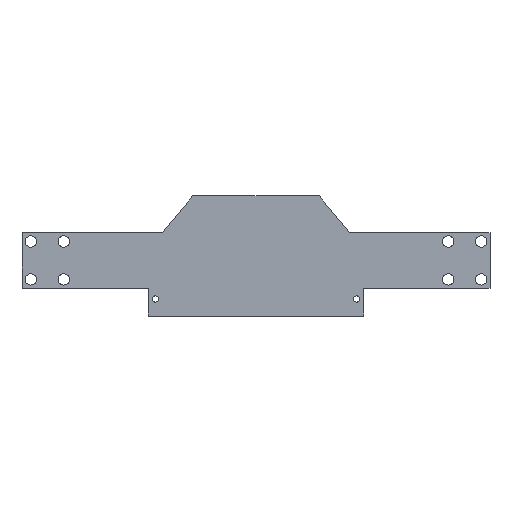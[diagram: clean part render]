
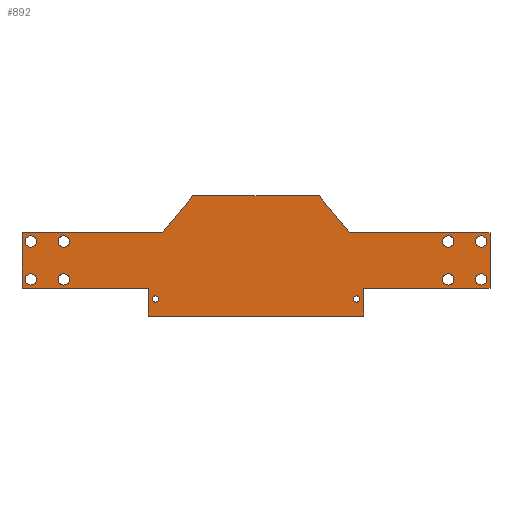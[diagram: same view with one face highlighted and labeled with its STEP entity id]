
A CAD part, top view. The second image highlights one B-rep face of the part: STEP entity #892.
In plain terms, the highlighted planar face has unit normal (0, 0, 1).
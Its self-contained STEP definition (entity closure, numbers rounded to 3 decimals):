
#197=DIRECTION('',(0.,1.,0.));
#198=VECTOR('',#197,44.);
#199=CARTESIAN_POINT('',(185.,0.,8.));
#200=LINE('',#199,#198);
#201=DIRECTION('',(1.,0.,0.));
#202=VECTOR('',#201,100.);
#203=CARTESIAN_POINT('',(85.,0.,8.));
#204=LINE('',#203,#202);
#205=DIRECTION('',(0.,1.,0.));
#206=VECTOR('',#205,22.);
#207=CARTESIAN_POINT('',(85.,-22.,8.));
#208=LINE('',#207,#206);
#209=DIRECTION('',(1.,0.,0.));
#210=VECTOR('',#209,170.);
#211=CARTESIAN_POINT('',(-85.,-22.,8.));
#212=LINE('',#211,#210);
#213=DIRECTION('',(0.,-1.,0.));
#214=VECTOR('',#213,22.);
#215=CARTESIAN_POINT('',(-85.,0.,8.));
#216=LINE('',#215,#214);
#217=DIRECTION('',(1.,0.,0.));
#218=VECTOR('',#217,100.);
#219=CARTESIAN_POINT('',(-185.,0.,8.));
#220=LINE('',#219,#218);
#221=DIRECTION('',(0.,-1.,0.));
#222=VECTOR('',#221,44.);
#223=CARTESIAN_POINT('',(-185.,44.,8.));
#224=LINE('',#223,#222);
#225=DIRECTION('',(-1.,0.,0.));
#226=VECTOR('',#225,111.);
#227=CARTESIAN_POINT('',(-74.,44.,8.));
#228=LINE('',#227,#226);
#229=DIRECTION('',(-0.638,-0.77,0.));
#230=VECTOR('',#229,37.643);
#231=CARTESIAN_POINT('',(-50.,73.,8.));
#232=LINE('',#231,#230);
#233=DIRECTION('',(-1.,0.,0.));
#234=VECTOR('',#233,100.);
#235=CARTESIAN_POINT('',(50.,73.,8.));
#236=LINE('',#235,#234);
#237=DIRECTION('',(-0.638,0.77,0.));
#238=VECTOR('',#237,37.643);
#239=CARTESIAN_POINT('',(74.,44.,8.));
#240=LINE('',#239,#238);
#241=DIRECTION('',(-1.,0.,0.));
#242=VECTOR('',#241,111.);
#243=CARTESIAN_POINT('',(185.,44.,8.));
#244=LINE('',#243,#242);
#245=CARTESIAN_POINT('',(-178.,37.,8.));
#246=DIRECTION('',(0.,0.,-1.));
#247=DIRECTION('',(-1.,0.,0.));
#248=AXIS2_PLACEMENT_3D('',#245,#246,#247);
#250=CARTESIAN_POINT('',(-178.,37.,8.));
#251=DIRECTION('',(0.,0.,-1.));
#252=DIRECTION('',(1.,0.,0.));
#253=AXIS2_PLACEMENT_3D('',#250,#251,#252);
#255=CARTESIAN_POINT('',(-178.,7.,8.));
#256=DIRECTION('',(0.,0.,-1.));
#257=DIRECTION('',(-1.,0.,0.));
#258=AXIS2_PLACEMENT_3D('',#255,#256,#257);
#260=CARTESIAN_POINT('',(-178.,7.,8.));
#261=DIRECTION('',(0.,0.,-1.));
#262=DIRECTION('',(1.,0.,0.));
#263=AXIS2_PLACEMENT_3D('',#260,#261,#262);
#265=CARTESIAN_POINT('',(-152.,37.,8.));
#266=DIRECTION('',(0.,0.,-1.));
#267=DIRECTION('',(-1.,0.,0.));
#268=AXIS2_PLACEMENT_3D('',#265,#266,#267);
#270=CARTESIAN_POINT('',(-152.,37.,8.));
#271=DIRECTION('',(0.,0.,-1.));
#272=DIRECTION('',(1.,0.,0.));
#273=AXIS2_PLACEMENT_3D('',#270,#271,#272);
#275=CARTESIAN_POINT('',(-152.,7.,8.));
#276=DIRECTION('',(0.,0.,-1.));
#277=DIRECTION('',(-1.,0.,0.));
#278=AXIS2_PLACEMENT_3D('',#275,#276,#277);
#280=CARTESIAN_POINT('',(-152.,7.,8.));
#281=DIRECTION('',(0.,0.,-1.));
#282=DIRECTION('',(1.,0.,0.));
#283=AXIS2_PLACEMENT_3D('',#280,#281,#282);
#285=CARTESIAN_POINT('',(178.,37.,8.));
#286=DIRECTION('',(0.,0.,1.));
#287=DIRECTION('',(1.,0.,0.));
#288=AXIS2_PLACEMENT_3D('',#285,#286,#287);
#290=CARTESIAN_POINT('',(178.,37.,8.));
#291=DIRECTION('',(0.,0.,1.));
#292=DIRECTION('',(-1.,0.,0.));
#293=AXIS2_PLACEMENT_3D('',#290,#291,#292);
#295=CARTESIAN_POINT('',(178.,7.,8.));
#296=DIRECTION('',(0.,0.,1.));
#297=DIRECTION('',(1.,0.,0.));
#298=AXIS2_PLACEMENT_3D('',#295,#296,#297);
#300=CARTESIAN_POINT('',(178.,7.,8.));
#301=DIRECTION('',(0.,0.,1.));
#302=DIRECTION('',(-1.,0.,0.));
#303=AXIS2_PLACEMENT_3D('',#300,#301,#302);
#305=CARTESIAN_POINT('',(152.,37.,8.));
#306=DIRECTION('',(0.,0.,1.));
#307=DIRECTION('',(1.,0.,0.));
#308=AXIS2_PLACEMENT_3D('',#305,#306,#307);
#310=CARTESIAN_POINT('',(152.,37.,8.));
#311=DIRECTION('',(0.,0.,1.));
#312=DIRECTION('',(-1.,0.,0.));
#313=AXIS2_PLACEMENT_3D('',#310,#311,#312);
#315=CARTESIAN_POINT('',(152.,7.,8.));
#316=DIRECTION('',(0.,0.,1.));
#317=DIRECTION('',(1.,0.,0.));
#318=AXIS2_PLACEMENT_3D('',#315,#316,#317);
#320=CARTESIAN_POINT('',(152.,7.,8.));
#321=DIRECTION('',(0.,0.,1.));
#322=DIRECTION('',(-1.,0.,0.));
#323=AXIS2_PLACEMENT_3D('',#320,#321,#322);
#325=CARTESIAN_POINT('',(-79.5,-8.5,8.));
#326=DIRECTION('',(0.,0.,-1.));
#327=DIRECTION('',(-1.,0.,0.));
#328=AXIS2_PLACEMENT_3D('',#325,#326,#327);
#330=CARTESIAN_POINT('',(-79.5,-8.5,8.));
#331=DIRECTION('',(0.,0.,-1.));
#332=DIRECTION('',(1.,0.,0.));
#333=AXIS2_PLACEMENT_3D('',#330,#331,#332);
#335=CARTESIAN_POINT('',(79.5,-8.5,8.));
#336=DIRECTION('',(0.,0.,1.));
#337=DIRECTION('',(1.,0.,0.));
#338=AXIS2_PLACEMENT_3D('',#335,#336,#337);
#340=CARTESIAN_POINT('',(79.5,-8.5,8.));
#341=DIRECTION('',(0.,0.,1.));
#342=DIRECTION('',(-1.,0.,0.));
#343=AXIS2_PLACEMENT_3D('',#340,#341,#342);
#437=CARTESIAN_POINT('',(185.,0.,8.));
#438=CARTESIAN_POINT('',(185.,44.,8.));
#439=VERTEX_POINT('',#437);
#440=VERTEX_POINT('',#438);
#441=CARTESIAN_POINT('',(74.,44.,8.));
#442=VERTEX_POINT('',#441);
#443=CARTESIAN_POINT('',(-74.,44.,8.));
#444=CARTESIAN_POINT('',(-185.,44.,8.));
#445=VERTEX_POINT('',#443);
#446=VERTEX_POINT('',#444);
#447=CARTESIAN_POINT('',(-185.,0.,8.));
#448=VERTEX_POINT('',#447);
#453=CARTESIAN_POINT('',(-182.5,37.,8.));
#454=CARTESIAN_POINT('',(-173.5,37.,8.));
#455=VERTEX_POINT('',#453);
#456=VERTEX_POINT('',#454);
#457=CARTESIAN_POINT('',(-182.5,7.,8.));
#459=VERTEX_POINT('',#457);
#461=CARTESIAN_POINT('',(-173.5,7.,8.));
#463=VERTEX_POINT('',#461);
#465=CARTESIAN_POINT('',(-156.5,37.,8.));
#467=VERTEX_POINT('',#465);
#469=CARTESIAN_POINT('',(-147.5,37.,8.));
#471=VERTEX_POINT('',#469);
#473=CARTESIAN_POINT('',(-156.5,7.,8.));
#475=VERTEX_POINT('',#473);
#477=CARTESIAN_POINT('',(-147.5,7.,8.));
#479=VERTEX_POINT('',#477);
#481=CARTESIAN_POINT('',(182.5,37.,8.));
#483=VERTEX_POINT('',#481);
#485=CARTESIAN_POINT('',(173.5,37.,8.));
#487=VERTEX_POINT('',#485);
#489=CARTESIAN_POINT('',(182.5,7.,8.));
#491=VERTEX_POINT('',#489);
#493=CARTESIAN_POINT('',(173.5,7.,8.));
#495=VERTEX_POINT('',#493);
#497=CARTESIAN_POINT('',(156.5,37.,8.));
#499=VERTEX_POINT('',#497);
#501=CARTESIAN_POINT('',(147.5,37.,8.));
#503=VERTEX_POINT('',#501);
#505=CARTESIAN_POINT('',(156.5,7.,8.));
#507=VERTEX_POINT('',#505);
#509=CARTESIAN_POINT('',(147.5,7.,8.));
#511=VERTEX_POINT('',#509);
#517=CARTESIAN_POINT('',(-85.,0.,8.));
#518=VERTEX_POINT('',#517);
#519=CARTESIAN_POINT('',(85.,0.,8.));
#520=VERTEX_POINT('',#519);
#525=CARTESIAN_POINT('',(-85.,-22.,8.));
#526=VERTEX_POINT('',#525);
#527=CARTESIAN_POINT('',(85.,-22.,8.));
#528=VERTEX_POINT('',#527);
#533=CARTESIAN_POINT('',(50.,73.,8.));
#534=VERTEX_POINT('',#533);
#535=CARTESIAN_POINT('',(-50.,73.,8.));
#536=VERTEX_POINT('',#535);
#541=CARTESIAN_POINT('',(-82.,-8.5,8.));
#542=CARTESIAN_POINT('',(-77.,-8.5,8.));
#543=VERTEX_POINT('',#541);
#544=VERTEX_POINT('',#542);
#545=CARTESIAN_POINT('',(82.,-8.5,8.));
#547=VERTEX_POINT('',#545);
#549=CARTESIAN_POINT('',(77.,-8.5,8.));
#551=VERTEX_POINT('',#549);
#813=CARTESIAN_POINT('',(0.,0.,8.));
#814=DIRECTION('',(0.,0.,1.));
#815=DIRECTION('',(1.,0.,0.));
#816=AXIS2_PLACEMENT_3D('',#813,#814,#815);
#817=PLANE('',#816);
#818=ORIENTED_EDGE('',*,*,#653,.F.);
#819=ORIENTED_EDGE('',*,*,#668,.F.);
#820=ORIENTED_EDGE('',*,*,#682,.F.);
#821=ORIENTED_EDGE('',*,*,#696,.F.);
#822=ORIENTED_EDGE('',*,*,#710,.F.);
#823=ORIENTED_EDGE('',*,*,#724,.F.);
#824=ORIENTED_EDGE('',*,*,#738,.F.);
#825=ORIENTED_EDGE('',*,*,#752,.F.);
#826=ORIENTED_EDGE('',*,*,#766,.F.);
#827=ORIENTED_EDGE('',*,*,#780,.F.);
#828=ORIENTED_EDGE('',*,*,#794,.F.);
#829=ORIENTED_EDGE('',*,*,#807,.F.);
#830=EDGE_LOOP('',(#818,#819,#820,#821,#822,#823,#824,#825,#826,#827,#828,
#829));
#831=FACE_OUTER_BOUND('',#830,.F.);
#833=ORIENTED_EDGE('',*,*,#832,.F.);
#835=ORIENTED_EDGE('',*,*,#834,.F.);
#836=EDGE_LOOP('',(#833,#835));
#837=FACE_BOUND('',#836,.F.);
#839=ORIENTED_EDGE('',*,*,#838,.F.);
#841=ORIENTED_EDGE('',*,*,#840,.F.);
#842=EDGE_LOOP('',(#839,#841));
#843=FACE_BOUND('',#842,.F.);
#845=ORIENTED_EDGE('',*,*,#844,.F.);
#847=ORIENTED_EDGE('',*,*,#846,.F.);
#848=EDGE_LOOP('',(#845,#847));
#849=FACE_BOUND('',#848,.F.);
#851=ORIENTED_EDGE('',*,*,#850,.F.);
#853=ORIENTED_EDGE('',*,*,#852,.F.);
#854=EDGE_LOOP('',(#851,#853));
#855=FACE_BOUND('',#854,.F.);
#857=ORIENTED_EDGE('',*,*,#856,.T.);
#859=ORIENTED_EDGE('',*,*,#858,.T.);
#860=EDGE_LOOP('',(#857,#859));
#861=FACE_BOUND('',#860,.F.);
#863=ORIENTED_EDGE('',*,*,#862,.T.);
#865=ORIENTED_EDGE('',*,*,#864,.T.);
#866=EDGE_LOOP('',(#863,#865));
#867=FACE_BOUND('',#866,.F.);
#869=ORIENTED_EDGE('',*,*,#868,.T.);
#871=ORIENTED_EDGE('',*,*,#870,.T.);
#872=EDGE_LOOP('',(#869,#871));
#873=FACE_BOUND('',#872,.F.);
#875=ORIENTED_EDGE('',*,*,#874,.T.);
#877=ORIENTED_EDGE('',*,*,#876,.T.);
#878=EDGE_LOOP('',(#875,#877));
#879=FACE_BOUND('',#878,.F.);
#881=ORIENTED_EDGE('',*,*,#880,.F.);
#883=ORIENTED_EDGE('',*,*,#882,.F.);
#884=EDGE_LOOP('',(#881,#883));
#885=FACE_BOUND('',#884,.F.);
#887=ORIENTED_EDGE('',*,*,#886,.T.);
#889=ORIENTED_EDGE('',*,*,#888,.T.);
#890=EDGE_LOOP('',(#887,#889));
#891=FACE_BOUND('',#890,.F.);
#892=ADVANCED_FACE('',(#831,#837,#843,#849,#855,#861,#867,#873,#879,#885,#891),
#817,.T.);
#249=CIRCLE('',#248,4.5);
#254=CIRCLE('',#253,4.5);
#259=CIRCLE('',#258,4.5);
#264=CIRCLE('',#263,4.5);
#269=CIRCLE('',#268,4.5);
#274=CIRCLE('',#273,4.5);
#279=CIRCLE('',#278,4.5);
#284=CIRCLE('',#283,4.5);
#289=CIRCLE('',#288,4.5);
#294=CIRCLE('',#293,4.5);
#299=CIRCLE('',#298,4.5);
#304=CIRCLE('',#303,4.5);
#309=CIRCLE('',#308,4.5);
#314=CIRCLE('',#313,4.5);
#319=CIRCLE('',#318,4.5);
#324=CIRCLE('',#323,4.5);
#329=CIRCLE('',#328,2.5);
#334=CIRCLE('',#333,2.5);
#339=CIRCLE('',#338,2.5);
#344=CIRCLE('',#343,2.5);
#653=EDGE_CURVE('',#439,#440,#200,.T.);
#668=EDGE_CURVE('',#520,#439,#204,.T.);
#682=EDGE_CURVE('',#528,#520,#208,.T.);
#696=EDGE_CURVE('',#526,#528,#212,.T.);
#710=EDGE_CURVE('',#518,#526,#216,.T.);
#724=EDGE_CURVE('',#448,#518,#220,.T.);
#738=EDGE_CURVE('',#446,#448,#224,.T.);
#752=EDGE_CURVE('',#445,#446,#228,.T.);
#766=EDGE_CURVE('',#536,#445,#232,.T.);
#780=EDGE_CURVE('',#534,#536,#236,.T.);
#794=EDGE_CURVE('',#442,#534,#240,.T.);
#807=EDGE_CURVE('',#440,#442,#244,.T.);
#832=EDGE_CURVE('',#455,#456,#249,.T.);
#834=EDGE_CURVE('',#456,#455,#254,.T.);
#838=EDGE_CURVE('',#459,#463,#259,.T.);
#840=EDGE_CURVE('',#463,#459,#264,.T.);
#844=EDGE_CURVE('',#467,#471,#269,.T.);
#846=EDGE_CURVE('',#471,#467,#274,.T.);
#850=EDGE_CURVE('',#475,#479,#279,.T.);
#852=EDGE_CURVE('',#479,#475,#284,.T.);
#856=EDGE_CURVE('',#483,#487,#289,.T.);
#858=EDGE_CURVE('',#487,#483,#294,.T.);
#862=EDGE_CURVE('',#491,#495,#299,.T.);
#864=EDGE_CURVE('',#495,#491,#304,.T.);
#868=EDGE_CURVE('',#499,#503,#309,.T.);
#870=EDGE_CURVE('',#503,#499,#314,.T.);
#874=EDGE_CURVE('',#507,#511,#319,.T.);
#876=EDGE_CURVE('',#511,#507,#324,.T.);
#880=EDGE_CURVE('',#543,#544,#329,.T.);
#882=EDGE_CURVE('',#544,#543,#334,.T.);
#886=EDGE_CURVE('',#547,#551,#339,.T.);
#888=EDGE_CURVE('',#551,#547,#344,.T.);
